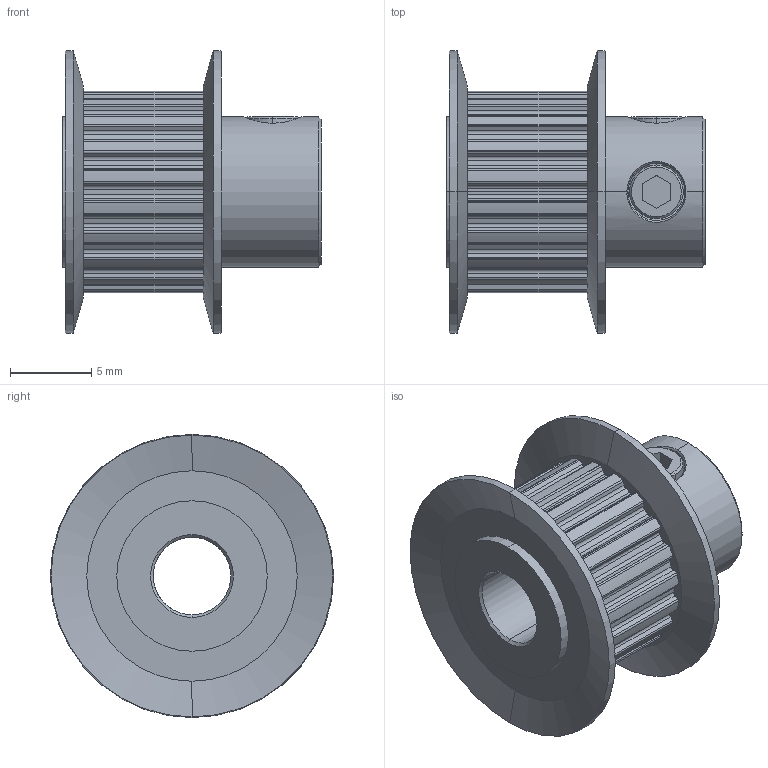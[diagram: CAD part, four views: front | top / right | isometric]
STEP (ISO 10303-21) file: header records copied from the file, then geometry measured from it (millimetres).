
FILE_DESCRIPTION (( 'STEP AP214' ), '1' );
FILE_NAME ('APB20MXL025BF-188.step', '2016-06-13T20:58:24', ( '' ), ( '' ), 'SwSTEP 2.0', 'SolidWorks 2016', '' );
FILE_SCHEMA (( 'AUTOMOTIVE_DESIGN' ));
Length unit declared in the file: inch
Products named in the file (1): APB20MXL025BF-188
Bounding box: 15.88 x 17.4 x 17.4 mm (x, y, z)
Volume: 1300.4 mm3; surface area: 1632.9 mm2
Topology: 3 solids, 3 shells, 241 faces, 675 edges, 443 vertices
Faces by surface type: cylinder 151, plane 64, cone 22, bspline 4
Entity records: 10897 total; most frequent: CARTESIAN_POINT 4195, DIRECTION 1447, ORIENTED_EDGE 1350, EDGE_CURVE 675, AXIS2_PLACEMENT_3D 558, VERTEX_POINT 443, VECTOR 331, LINE 331
